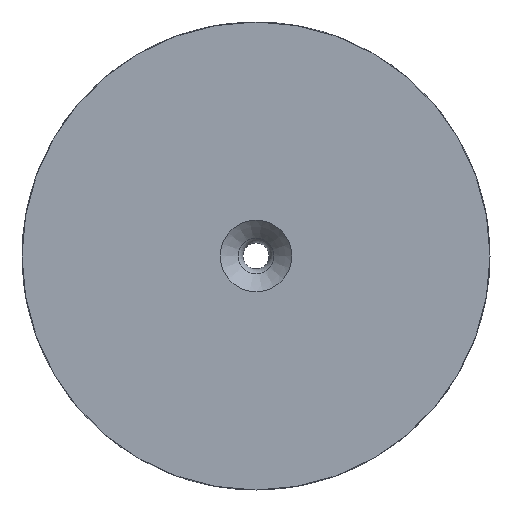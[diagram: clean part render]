
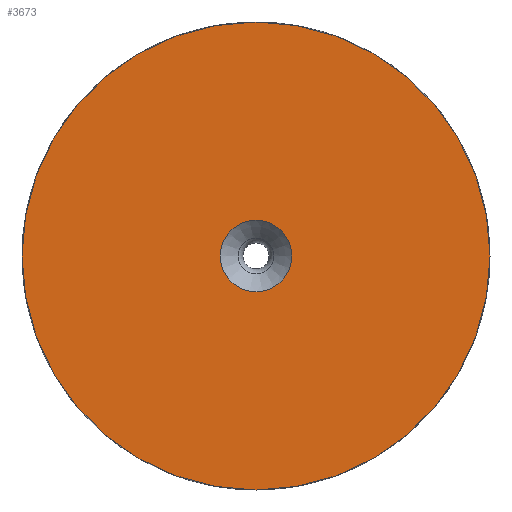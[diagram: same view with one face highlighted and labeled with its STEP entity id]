
A CAD part, front view. The second image highlights one B-rep face of the part: STEP entity #3673.
In plain terms, the highlighted planar face has unit normal (0, -1, 0).
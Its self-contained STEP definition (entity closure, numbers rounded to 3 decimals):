
#145=CARTESIAN_POINT('',(-11.,0.,-0.));
#146=VERTEX_POINT('',#145);
#156=CARTESIAN_POINT('',(0.,0.,0.));
#157=DIRECTION('',(0.,-1.,0.));
#158=DIRECTION('',(1.,0.,0.));
#159=AXIS2_PLACEMENT_3D('',#156,#157,#158);
#160=CIRCLE('',#159,11.);
#161=EDGE_CURVE('',#146,#146,#160,.T.);
#3645=CARTESIAN_POINT('',(72.,0.,0.));
#3646=DIRECTION('',(0.,-1.,0.));
#3647=DIRECTION('',(0.,0.,-1.));
#3648=AXIS2_PLACEMENT_3D('',#3645,#3646,#3647);
#3649=PLANE('',#3648);
#3650=ORIENTED_EDGE('',*,*,#161,.F.);
#3651=EDGE_LOOP('',(#3650));
#3652=FACE_BOUND('',#3651,.T.);
#3653=CARTESIAN_POINT('',(-0.,0.,-72.));
#3654=VERTEX_POINT('',#3653);
#3655=CARTESIAN_POINT('',(0.,0.,72.));
#3656=VERTEX_POINT('',#3655);
#3657=CARTESIAN_POINT('',(0.,0.,0.));
#3658=DIRECTION('',(0.,-1.,0.));
#3659=DIRECTION('',(0.,0.,-1.));
#3660=AXIS2_PLACEMENT_3D('',#3657,#3658,#3659);
#3661=CIRCLE('',#3660,72.);
#3662=EDGE_CURVE('',#3654,#3656,#3661,.T.);
#3663=ORIENTED_EDGE('',*,*,#3662,.T.);
#3664=CARTESIAN_POINT('',(0.,0.,0.));
#3665=DIRECTION('',(0.,-1.,0.));
#3666=DIRECTION('',(0.,0.,-1.));
#3667=AXIS2_PLACEMENT_3D('',#3664,#3665,#3666);
#3668=CIRCLE('',#3667,72.);
#3669=EDGE_CURVE('',#3656,#3654,#3668,.T.);
#3670=ORIENTED_EDGE('',*,*,#3669,.T.);
#3671=EDGE_LOOP('',(#3663,#3670));
#3672=FACE_BOUND('',#3671,.T.);
#3673=ADVANCED_FACE('',(#3652,#3672),#3649,.T.);
